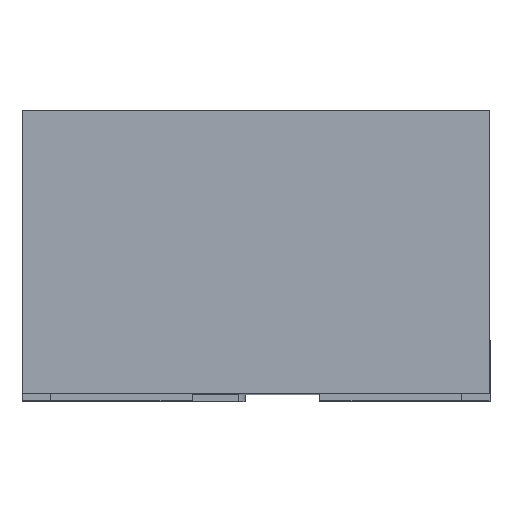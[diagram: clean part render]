
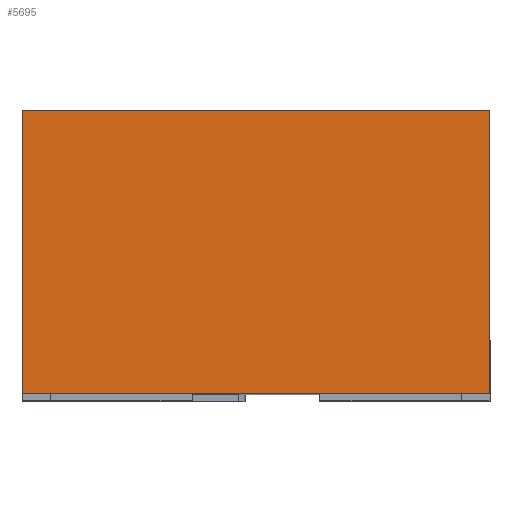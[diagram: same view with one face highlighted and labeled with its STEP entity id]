
A CAD part, top view. The second image highlights one B-rep face of the part: STEP entity #5695.
In plain terms, the highlighted planar face has unit normal (0, 0, 1).
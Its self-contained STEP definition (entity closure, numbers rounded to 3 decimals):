
#18 = VERTEX_POINT ( 'NONE', #4496 ) ;
#124 = CARTESIAN_POINT ( 'NONE',  ( 1.65, 2.05, 2.25 ) ) ;
#154 = ORIENTED_EDGE ( 'NONE', *, *, #2197, .F. ) ;
#378 = CARTESIAN_POINT ( 'NONE',  ( 1.65, -5.58, 2.25 ) ) ;
#417 = CARTESIAN_POINT ( 'NONE',  ( -1.65, 2.05, 2.25 ) ) ;
#434 = LINE ( 'NONE', #378, #743 ) ;
#669 = ORIENTED_EDGE ( 'NONE', *, *, #3360, .F. ) ;
#743 = VECTOR ( 'NONE', #1305, 1000. ) ;
#1092 = CARTESIAN_POINT ( 'NONE',  ( 1.65, -5.58, 2.25 ) ) ;
#1257 = EDGE_CURVE ( 'NONE', #1736, #18, #434, .T. ) ;
#1305 = DIRECTION ( 'NONE',  ( 0., 1., 0. ) ) ;
#1432 = LINE ( 'NONE', #124, #1788 ) ;
#1652 = CARTESIAN_POINT ( 'NONE',  ( 1.65, 0.05, 2.25 ) ) ;
#1736 = VERTEX_POINT ( 'NONE', #5504 ) ;
#1788 = VECTOR ( 'NONE', #2729, 1000. ) ;
#1938 = ORIENTED_EDGE ( 'NONE', *, *, #1257, .T. ) ;
#2149 = EDGE_LOOP ( 'NONE', ( #154, #1938, #4456, #669 ) ) ;
#2197 = EDGE_CURVE ( 'NONE', #1736, #4907, #3378, .T. ) ;
#2462 = DIRECTION ( 'NONE',  ( 0., 0., 1. ) ) ;
#2499 = EDGE_CURVE ( 'NONE', #5071, #18, #1432, .T. ) ;
#2519 = CARTESIAN_POINT ( 'NONE',  ( -1.65, 0.05, 2.25 ) ) ;
#2572 = AXIS2_PLACEMENT_3D ( 'NONE', #1092, #2462, #3702 ) ;
#2729 = DIRECTION ( 'NONE',  ( 1., 0., 0. ) ) ;
#2901 = CARTESIAN_POINT ( 'NONE',  ( -1.65, -5.58, 2.25 ) ) ;
#3243 = PLANE ( 'NONE',  #2572 ) ;
#3360 = EDGE_CURVE ( 'NONE', #4907, #5071, #4218, .T. ) ;
#3378 = LINE ( 'NONE', #1652, #5568 ) ;
#3702 = DIRECTION ( 'NONE',  ( 1., 0., 0. ) ) ;
#3751 = FACE_OUTER_BOUND ( 'NONE', #2149, .T. ) ;
#4218 = LINE ( 'NONE', #2901, #5460 ) ;
#4277 = DIRECTION ( 'NONE',  ( -1., 0., 0. ) ) ;
#4456 = ORIENTED_EDGE ( 'NONE', *, *, #2499, .F. ) ;
#4496 = CARTESIAN_POINT ( 'NONE',  ( 1.65, 2.05, 2.25 ) ) ;
#4907 = VERTEX_POINT ( 'NONE', #2519 ) ;
#5071 = VERTEX_POINT ( 'NONE', #417 ) ;
#5460 = VECTOR ( 'NONE', #5529, 1000. ) ;
#5504 = CARTESIAN_POINT ( 'NONE',  ( 1.65, 0.05, 2.25 ) ) ;
#5529 = DIRECTION ( 'NONE',  ( 0., 1., 0. ) ) ;
#5568 = VECTOR ( 'NONE', #4277, 1000. ) ;
#5695 = ADVANCED_FACE ( 'NONE', ( #3751 ), #3243, .T. ) ;
